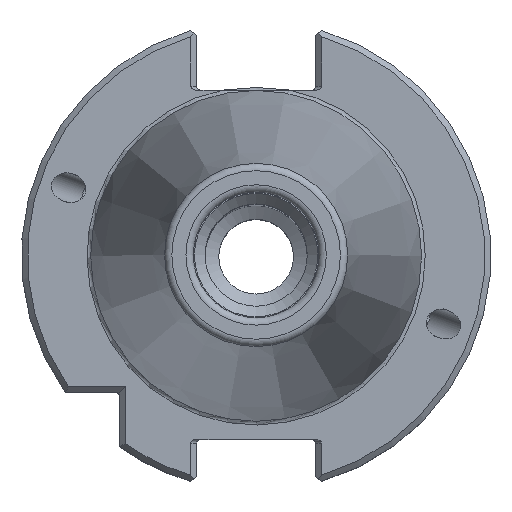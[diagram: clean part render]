
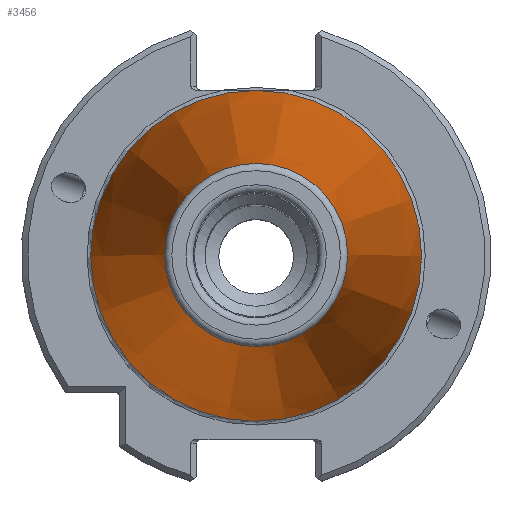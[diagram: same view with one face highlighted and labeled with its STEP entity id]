
A CAD part, top view. The second image highlights one B-rep face of the part: STEP entity #3456.
In plain terms, the highlighted conical face has half-angle 8.297 degrees and reference radius 22.395 mm.
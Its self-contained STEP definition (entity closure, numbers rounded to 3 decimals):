
#351=CONICAL_SURFACE('',#3667,22.395,0.145);
#416=CIRCLE('',#3658,12.397);
#421=CIRCLE('',#3668,22.395);
#596=ORIENTED_EDGE('',*,*,#1193,.F.);
#597=ORIENTED_EDGE('',*,*,#1214,.T.);
#1193=EDGE_CURVE('',#1525,#1525,#416,.T.);
#1214=EDGE_CURVE('',#1544,#1544,#421,.T.);
#1525=VERTEX_POINT('',#4726);
#1544=VERTEX_POINT('',#4817);
#1898=EDGE_LOOP('',(#596));
#1899=EDGE_LOOP('',(#597));
#2126=FACE_BOUND('',#1898,.T.);
#2127=FACE_BOUND('',#1899,.T.);
#3456=ADVANCED_FACE('',(#2126,#2127),#351,.T.);
#3658=AXIS2_PLACEMENT_3D('',#4725,#4041,#4042);
#3667=AXIS2_PLACEMENT_3D('',#4815,#4063,#4064);
#3668=AXIS2_PLACEMENT_3D('',#4816,#4065,#4066);
#4041=DIRECTION('',(0.,0.,1.));
#4042=DIRECTION('',(1.,0.,0.));
#4063=DIRECTION('',(0.,0.,-1.));
#4064=DIRECTION('',(-1.,0.,0.));
#4065=DIRECTION('',(0.,0.,1.));
#4066=DIRECTION('',(1.,0.,0.));
#4725=CARTESIAN_POINT('',(0.,0.,67.394));
#4726=CARTESIAN_POINT('',(12.397,0.,67.394));
#4815=CARTESIAN_POINT('',(0.,0.,-1.163));
#4816=CARTESIAN_POINT('',(0.,0.,-1.163));
#4817=CARTESIAN_POINT('',(22.395,0.,-1.163));
